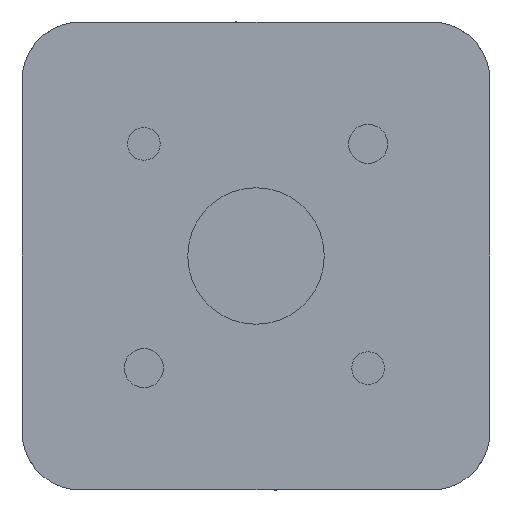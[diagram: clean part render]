
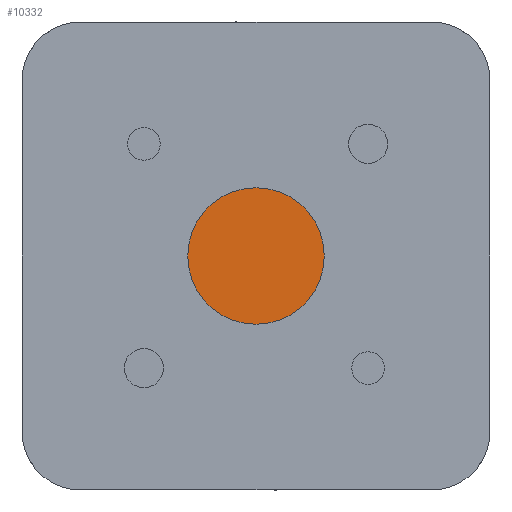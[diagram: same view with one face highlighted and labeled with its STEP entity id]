
A CAD part, left-side view. The second image highlights one B-rep face of the part: STEP entity #10332.
In plain terms, the highlighted face is planar.
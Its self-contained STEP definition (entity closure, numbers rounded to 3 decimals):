
#414 = EDGE_LOOP ( 'NONE', ( #4437, #4438 ) ) ;
#1798 = CIRCLE ( 'NONE', #7289, 14. ) ;
#1834 = CIRCLE ( 'NONE', #7307, 14. ) ;
#3026 = CARTESIAN_POINT ( 'NONE',  ( 12., 0., 0. ) ) ;
#3027 = DIRECTION ( 'NONE',  ( -1., 0., 0. ) ) ;
#3028 = DIRECTION ( 'NONE',  ( 0., 0., 1. ) ) ;
#3093 = CARTESIAN_POINT ( 'NONE',  ( 12., 0., 0. ) ) ;
#3100 = DIRECTION ( 'NONE',  ( -1., 0., 0. ) ) ;
#3101 = DIRECTION ( 'NONE',  ( 0., 0., 1. ) ) ;
#4126 = VERTEX_POINT ( 'NONE', #9025 ) ;
#4285 = VERTEX_POINT ( 'NONE', #9183 ) ;
#4437 = ORIENTED_EDGE ( 'NONE', *, *, #11145, .F. ) ;
#4438 = ORIENTED_EDGE ( 'NONE', *, *, #11117, .F. ) ;
#6395 = FACE_OUTER_BOUND ( 'NONE', #414, .T. ) ;
#6926 = AXIS2_PLACEMENT_3D ( 'NONE', #7591, #7602, #7603 ) ;
#7289 = AXIS2_PLACEMENT_3D ( 'NONE', #3026, #3027, #3028 ) ;
#7307 = AXIS2_PLACEMENT_3D ( 'NONE', #3093, #3100, #3101 ) ;
#7591 = CARTESIAN_POINT ( 'NONE',  ( 12., 6.5, 0. ) ) ;
#7595 = PLANE ( 'NONE',  #6926 ) ;
#7602 = DIRECTION ( 'NONE',  ( -1., 0., 0. ) ) ;
#7603 = DIRECTION ( 'NONE',  ( 0., 0., 1. ) ) ;
#9025 = CARTESIAN_POINT ( 'NONE',  ( 12., 0., 14. ) ) ;
#9183 = CARTESIAN_POINT ( 'NONE',  ( 12., 0., -14. ) ) ;
#10332 = ADVANCED_FACE ( 'NONE', ( #6395 ), #7595, .F. ) ;
#11117 = EDGE_CURVE ( 'NONE', #4285, #4126, #1798, .T. ) ;
#11145 = EDGE_CURVE ( 'NONE', #4126, #4285, #1834, .T. ) ;
